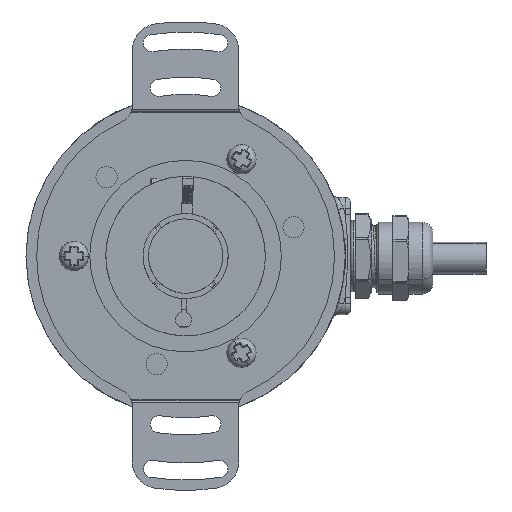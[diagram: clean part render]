
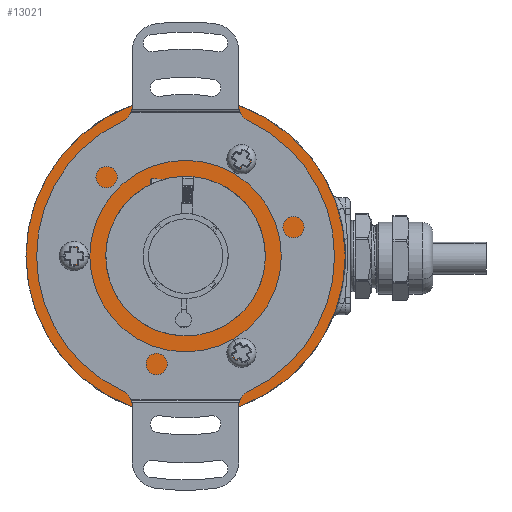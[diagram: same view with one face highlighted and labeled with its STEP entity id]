
A CAD part, left-side view. The second image highlights one B-rep face of the part: STEP entity #13021.
In plain terms, the highlighted planar face has unit normal (-1, 0, 0).
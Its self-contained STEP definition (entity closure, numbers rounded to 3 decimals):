
#108 = VERTEX_POINT ( 'NONE', #7381 ) ;
#1251 = ORIENTED_EDGE ( 'NONE', *, *, #40967, .F. ) ;
#2354 = AXIS2_PLACEMENT_3D ( 'NONE', #5223, #20941, #24164 ) ;
#2555 = CARTESIAN_POINT ( 'NONE',  ( -12.246, -3843.334, 60. ) ) ;
#2639 = CARTESIAN_POINT ( 'NONE',  ( -12.246, -19.708, 40.613 ) ) ;
#2713 = CIRCLE ( 'NONE', #4069, 1.2 ) ;
#2715 = DIRECTION ( 'NONE',  ( -1., 0., 0. ) ) ;
#2736 = CIRCLE ( 'NONE', #2354, 1.2 ) ;
#4069 = AXIS2_PLACEMENT_3D ( 'NONE', #37743, #41375, #15904 ) ;
#4394 = CIRCLE ( 'NONE', #37005, 15. ) ;
#5223 = CARTESIAN_POINT ( 'NONE',  ( -12.246, 11.792, 60. ) ) ;
#5270 = EDGE_CURVE ( 'NONE', #28887, #21982, #2713, .T. ) ;
#5936 = DIRECTION ( 'NONE',  ( -1., 0., 0. ) ) ;
#6137 = ORIENTED_EDGE ( 'NONE', *, *, #7962, .F. ) ;
#6345 = CARTESIAN_POINT ( 'NONE',  ( -12.246, -9.208, 60. ) ) ;
#6686 = VERTEX_POINT ( 'NONE', #39596 ) ;
#7285 = DIRECTION ( 'NONE',  ( -1., 0., 0. ) ) ;
#7381 = CARTESIAN_POINT ( 'NONE',  ( -12.246, -9.208, 75. ) ) ;
#7861 = FACE_BOUND ( 'NONE', #24498, .T. ) ;
#7962 = EDGE_CURVE ( 'NONE', #21982, #28887, #24114, .T. ) ;
#8042 = CARTESIAN_POINT ( 'NONE',  ( -12.246, -19.708, 76.987 ) ) ;
#8140 = VERTEX_POINT ( 'NONE', #41112 ) ;
#8170 = DIRECTION ( 'NONE',  ( 0., 0., 1. ) ) ;
#8734 = CARTESIAN_POINT ( 'NONE',  ( -12.246, -9.208, 90. ) ) ;
#9545 = CARTESIAN_POINT ( 'NONE',  ( -12.246, -9.208, 60. ) ) ;
#9629 = EDGE_CURVE ( 'NONE', #108, #37671, #4394, .T. ) ;
#10020 = VERTEX_POINT ( 'NONE', #28328 ) ;
#10601 = ORIENTED_EDGE ( 'NONE', *, *, #25404, .T. ) ;
#11092 = EDGE_CURVE ( 'NONE', #36087, #10020, #12648, .T. ) ;
#11893 = CIRCLE ( 'NONE', #23246, 1.2 ) ;
#12648 = CIRCLE ( 'NONE', #39692, 30. ) ;
#13021 = ADVANCED_FACE ( 'NONE', ( #34492, #29475, #23954, #30449, #7861 ), #18548, .T. ) ;
#13074 = DIRECTION ( 'NONE',  ( -1., 0., 0. ) ) ;
#14896 = DIRECTION ( 'NONE',  ( 0., 0., 1. ) ) ;
#15138 = ORIENTED_EDGE ( 'NONE', *, *, #26489, .F. ) ;
#15635 = CIRCLE ( 'NONE', #29872, 30. ) ;
#15904 = DIRECTION ( 'NONE',  ( 0., 0., 1. ) ) ;
#16163 = DIRECTION ( 'NONE',  ( 0., 0., 1. ) ) ;
#18001 = ORIENTED_EDGE ( 'NONE', *, *, #5270, .F. ) ;
#18236 = EDGE_LOOP ( 'NONE', ( #18001, #6137 ) ) ;
#18548 = PLANE ( 'NONE',  #39739 ) ;
#18688 = DIRECTION ( 'NONE',  ( 0., 0., 1. ) ) ;
#20216 = DIRECTION ( 'NONE',  ( 0., 0., 1. ) ) ;
#20645 = EDGE_CURVE ( 'NONE', #6686, #8140, #11893, .T. ) ;
#20941 = DIRECTION ( 'NONE',  ( -1., 0., 0. ) ) ;
#21462 = CIRCLE ( 'NONE', #25553, 15. ) ;
#21528 = ORIENTED_EDGE ( 'NONE', *, *, #32180, .F. ) ;
#21982 = VERTEX_POINT ( 'NONE', #8042 ) ;
#22064 = DIRECTION ( 'NONE',  ( -1., 0., 0. ) ) ;
#22518 = EDGE_CURVE ( 'NONE', #8140, #6686, #2736, .T. ) ;
#22905 = CARTESIAN_POINT ( 'NONE',  ( -12.246, -19.708, 43.013 ) ) ;
#23246 = AXIS2_PLACEMENT_3D ( 'NONE', #35253, #13074, #35397 ) ;
#23700 = EDGE_LOOP ( 'NONE', ( #39585, #37636 ) ) ;
#23954 = FACE_BOUND ( 'NONE', #23700, .T. ) ;
#24114 = CIRCLE ( 'NONE', #26502, 1.2 ) ;
#24164 = DIRECTION ( 'NONE',  ( 0., 0., 1. ) ) ;
#24210 = DIRECTION ( 'NONE',  ( -1., 0., 0. ) ) ;
#24498 = EDGE_LOOP ( 'NONE', ( #32848, #1251 ) ) ;
#25085 = AXIS2_PLACEMENT_3D ( 'NONE', #26427, #7285, #20216 ) ;
#25404 = EDGE_CURVE ( 'NONE', #10020, #36087, #15635, .T. ) ;
#25553 = AXIS2_PLACEMENT_3D ( 'NONE', #34662, #31586, #31453 ) ;
#25704 = DIRECTION ( 'NONE',  ( 0., 0., 1. ) ) ;
#26427 = CARTESIAN_POINT ( 'NONE',  ( -12.246, -19.708, 41.813 ) ) ;
#26489 = EDGE_CURVE ( 'NONE', #31364, #41365, #29059, .T. ) ;
#26502 = AXIS2_PLACEMENT_3D ( 'NONE', #30360, #24210, #8170 ) ;
#27629 = EDGE_LOOP ( 'NONE', ( #15138, #21528 ) ) ;
#28328 = CARTESIAN_POINT ( 'NONE',  ( -12.246, -9.208, 30. ) ) ;
#28373 = DIRECTION ( 'NONE',  ( 0., 0., 1. ) ) ;
#28648 = DIRECTION ( 'NONE',  ( -1., 0., 0. ) ) ;
#28887 = VERTEX_POINT ( 'NONE', #31229 ) ;
#29059 = CIRCLE ( 'NONE', #25085, 1.2 ) ;
#29475 = FACE_BOUND ( 'NONE', #27629, .T. ) ;
#29872 = AXIS2_PLACEMENT_3D ( 'NONE', #9545, #28648, #25704 ) ;
#30360 = CARTESIAN_POINT ( 'NONE',  ( -12.246, -19.708, 78.187 ) ) ;
#30449 = FACE_OUTER_BOUND ( 'NONE', #32239, .T. ) ;
#31229 = CARTESIAN_POINT ( 'NONE',  ( -12.246, -19.708, 79.387 ) ) ;
#31295 = ORIENTED_EDGE ( 'NONE', *, *, #11092, .T. ) ;
#31313 = DIRECTION ( 'NONE',  ( -1., 0., 0. ) ) ;
#31364 = VERTEX_POINT ( 'NONE', #22905 ) ;
#31453 = DIRECTION ( 'NONE',  ( 0., 0., 1. ) ) ;
#31586 = DIRECTION ( 'NONE',  ( -1., 0., 0. ) ) ;
#32180 = EDGE_CURVE ( 'NONE', #41365, #31364, #39147, .T. ) ;
#32239 = EDGE_LOOP ( 'NONE', ( #31295, #10601 ) ) ;
#32848 = ORIENTED_EDGE ( 'NONE', *, *, #9629, .F. ) ;
#33104 = CARTESIAN_POINT ( 'NONE',  ( -12.246, -9.208, 45. ) ) ;
#34492 = FACE_BOUND ( 'NONE', #18236, .T. ) ;
#34662 = CARTESIAN_POINT ( 'NONE',  ( -12.246, -9.208, 60. ) ) ;
#35253 = CARTESIAN_POINT ( 'NONE',  ( -12.246, 11.792, 60. ) ) ;
#35397 = DIRECTION ( 'NONE',  ( 0., 0., 1. ) ) ;
#36087 = VERTEX_POINT ( 'NONE', #8734 ) ;
#36558 = AXIS2_PLACEMENT_3D ( 'NONE', #41089, #5936, #28373 ) ;
#37005 = AXIS2_PLACEMENT_3D ( 'NONE', #6345, #2715, #16163 ) ;
#37456 = CARTESIAN_POINT ( 'NONE',  ( -12.246, -9.208, 60. ) ) ;
#37636 = ORIENTED_EDGE ( 'NONE', *, *, #20645, .F. ) ;
#37671 = VERTEX_POINT ( 'NONE', #33104 ) ;
#37743 = CARTESIAN_POINT ( 'NONE',  ( -12.246, -19.708, 78.187 ) ) ;
#39147 = CIRCLE ( 'NONE', #36558, 1.2 ) ;
#39585 = ORIENTED_EDGE ( 'NONE', *, *, #22518, .F. ) ;
#39596 = CARTESIAN_POINT ( 'NONE',  ( -12.246, 11.792, 58.8 ) ) ;
#39692 = AXIS2_PLACEMENT_3D ( 'NONE', #37456, #31313, #14896 ) ;
#39739 = AXIS2_PLACEMENT_3D ( 'NONE', #2555, #22064, #18688 ) ;
#40967 = EDGE_CURVE ( 'NONE', #37671, #108, #21462, .T. ) ;
#41089 = CARTESIAN_POINT ( 'NONE',  ( -12.246, -19.708, 41.813 ) ) ;
#41112 = CARTESIAN_POINT ( 'NONE',  ( -12.246, 11.792, 61.2 ) ) ;
#41365 = VERTEX_POINT ( 'NONE', #2639 ) ;
#41375 = DIRECTION ( 'NONE',  ( -1., 0., 0. ) ) ;
